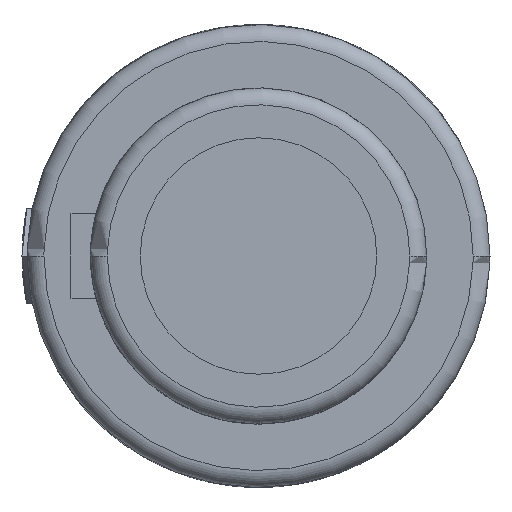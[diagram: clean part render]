
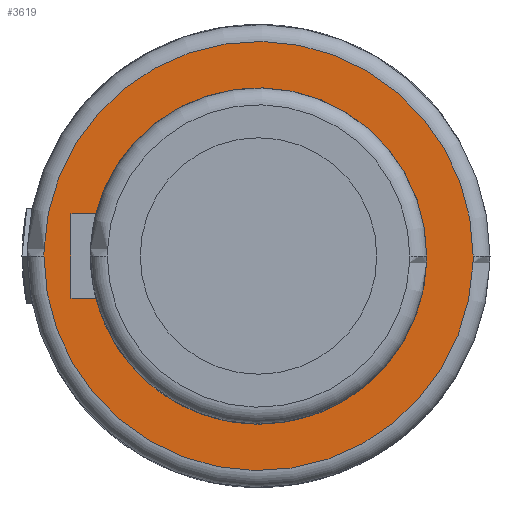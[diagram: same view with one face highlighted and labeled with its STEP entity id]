
A CAD part, left-side view. The second image highlights one B-rep face of the part: STEP entity #3619.
In plain terms, the highlighted planar face has unit normal (-1, 0, 0).
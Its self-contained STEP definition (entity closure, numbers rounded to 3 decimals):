
#737=CARTESIAN_POINT('',(-6.7,0.,0.));
#738=DIRECTION('',(1.,0.,0.));
#739=DIRECTION('',(0.,1.,0.));
#740=AXIS2_PLACEMENT_3D('',#737,#738,#739);
#742=CARTESIAN_POINT('',(-6.7,0.,0.));
#743=DIRECTION('',(1.,0.,0.));
#744=DIRECTION('',(0.,0.999,0.032));
#745=AXIS2_PLACEMENT_3D('',#742,#743,#744);
#747=CARTESIAN_POINT('',(-6.7,0.,0.));
#748=DIRECTION('',(1.,0.,0.));
#749=DIRECTION('',(0.,-1.,0.));
#750=AXIS2_PLACEMENT_3D('',#747,#748,#749);
#752=CARTESIAN_POINT('',(-6.7,0.,0.));
#753=DIRECTION('',(1.,0.,0.));
#754=DIRECTION('',(0.,-0.999,-0.032));
#755=AXIS2_PLACEMENT_3D('',#752,#753,#754);
#757=DIRECTION('',(0.,-1.,0.));
#758=VECTOR('',#757,0.735);
#759=CARTESIAN_POINT('',(-6.7,5.55,-1.25));
#760=LINE('',#759,#758);
#761=CARTESIAN_POINT('',(-6.7,0.,0.));
#762=DIRECTION('',(-1.,0.,0.));
#763=DIRECTION('',(0.,0.968,-0.251));
#764=AXIS2_PLACEMENT_3D('',#761,#762,#763);
#766=CARTESIAN_POINT('',(-6.7,0.,0.));
#767=DIRECTION('',(-1.,0.,0.));
#768=DIRECTION('',(0.,-1.,0.));
#769=AXIS2_PLACEMENT_3D('',#766,#767,#768);
#771=DIRECTION('',(0.,0.,-1.));
#772=VECTOR('',#771,2.5);
#773=CARTESIAN_POINT('',(-6.7,5.55,1.25));
#774=LINE('',#773,#772);
#798=DIRECTION('',(0.,-1.,0.));
#799=VECTOR('',#798,0.735);
#800=CARTESIAN_POINT('',(-6.7,5.55,1.25));
#801=LINE('',#800,#799);
#2676=CARTESIAN_POINT('',(-6.7,4.815,-1.25));
#2678=VERTEX_POINT('',#2676);
#2682=CARTESIAN_POINT('',(-6.7,-4.975,0.));
#2683=VERTEX_POINT('',#2682);
#2684=CARTESIAN_POINT('',(-6.7,5.55,-1.25));
#2685=VERTEX_POINT('',#2684);
#2688=CARTESIAN_POINT('',(-6.7,6.347,0.202));
#2689=CARTESIAN_POINT('',(-6.7,-6.35,0.));
#2690=VERTEX_POINT('',#2688);
#2691=VERTEX_POINT('',#2689);
#2692=CARTESIAN_POINT('',(-6.7,6.35,0.));
#2693=VERTEX_POINT('',#2692);
#2694=CARTESIAN_POINT('',(-6.7,-6.347,-0.202));
#2695=VERTEX_POINT('',#2694);
#2696=CARTESIAN_POINT('',(-6.7,4.815,1.25));
#2697=VERTEX_POINT('',#2696);
#2698=CARTESIAN_POINT('',(-6.7,5.55,1.25));
#2699=VERTEX_POINT('',#2698);
#3594=CARTESIAN_POINT('',(-6.7,0.,0.));
#3595=DIRECTION('',(1.,0.,0.));
#3596=DIRECTION('',(0.,-1.,0.));
#3597=AXIS2_PLACEMENT_3D('',#3594,#3595,#3596);
#3598=PLANE('',#3597);
#3599=ORIENTED_EDGE('',*,*,#3583,.T.);
#3600=ORIENTED_EDGE('',*,*,#3581,.T.);
#3602=ORIENTED_EDGE('',*,*,#3601,.T.);
#3604=ORIENTED_EDGE('',*,*,#3603,.T.);
#3605=EDGE_LOOP('',(#3599,#3600,#3602,#3604));
#3606=FACE_OUTER_BOUND('',#3605,.F.);
#3608=ORIENTED_EDGE('',*,*,#3607,.T.);
#3610=ORIENTED_EDGE('',*,*,#3609,.T.);
#3612=ORIENTED_EDGE('',*,*,#3611,.T.);
#3614=ORIENTED_EDGE('',*,*,#3613,.F.);
#3616=ORIENTED_EDGE('',*,*,#3615,.T.);
#3617=EDGE_LOOP('',(#3608,#3610,#3612,#3614,#3616));
#3618=FACE_BOUND('',#3617,.F.);
#741=CIRCLE('',#740,6.35);
#746=CIRCLE('',#745,6.35);
#751=CIRCLE('',#750,6.35);
#756=CIRCLE('',#755,6.35);
#765=CIRCLE('',#764,4.975);
#770=CIRCLE('',#769,4.975);
#3581=EDGE_CURVE('',#2690,#2691,#746,.T.);
#3583=EDGE_CURVE('',#2693,#2690,#741,.T.);
#3601=EDGE_CURVE('',#2691,#2695,#751,.T.);
#3603=EDGE_CURVE('',#2695,#2693,#756,.T.);
#3607=EDGE_CURVE('',#2685,#2678,#760,.T.);
#3609=EDGE_CURVE('',#2678,#2683,#765,.T.);
#3611=EDGE_CURVE('',#2683,#2697,#770,.T.);
#3613=EDGE_CURVE('',#2699,#2697,#801,.T.);
#3615=EDGE_CURVE('',#2699,#2685,#774,.T.);
#3619=ADVANCED_FACE('',(#3606,#3618),#3598,.F.);
